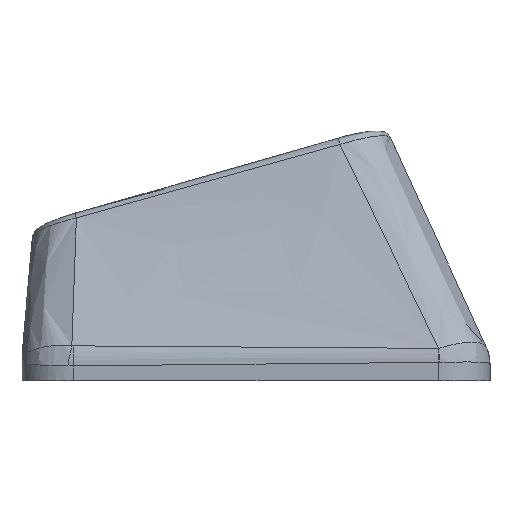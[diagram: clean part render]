
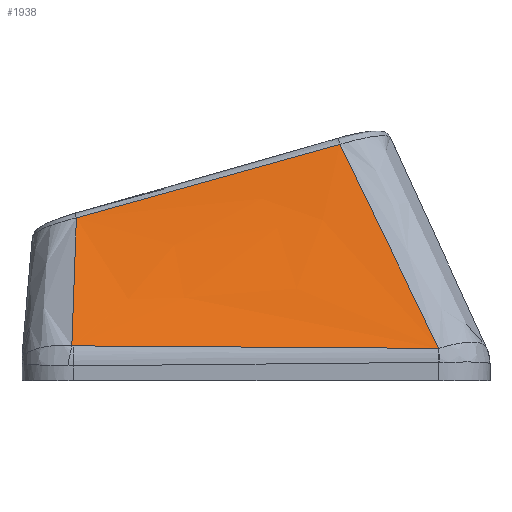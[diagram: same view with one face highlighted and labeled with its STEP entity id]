
A CAD part, left-side view. The second image highlights one B-rep face of the part: STEP entity #1938.
In plain terms, the highlighted free-form (B-spline) face has degree [3, 3] with [4, 4] control points.
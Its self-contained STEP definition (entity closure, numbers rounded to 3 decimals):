
#52=B_SPLINE_SURFACE_WITH_KNOTS('',3,3,((#4825,#4826,#4827,#4828),(#4829,
#4830,#4831,#4832),(#4833,#4834,#4835,#4836),(#4837,#4838,#4839,#4840)),
 .UNSPECIFIED.,.F.,.F.,.F.,(4,4),(4,4),(0.104,0.893),
(0.034,0.97),.UNSPECIFIED.);
#352=FACE_OUTER_BOUND('',#451,.T.);
#451=EDGE_LOOP('',(#1637,#1638,#1639,#1640,#1641,#1642));
#619=B_SPLINE_CURVE_WITH_KNOTS('',3,(#4345,#4346,#4347,#4348),
 .UNSPECIFIED.,.F.,.F.,(4,4),(0.,0.001),.UNSPECIFIED.);
#621=B_SPLINE_CURVE_WITH_KNOTS('',3,(#4372,#4373,#4374,#4375),
 .UNSPECIFIED.,.F.,.F.,(4,4),(0.,1.416),.UNSPECIFIED.);
#623=B_SPLINE_CURVE_WITH_KNOTS('',3,(#4399,#4400,#4401,#4402),
 .UNSPECIFIED.,.F.,.F.,(4,4),(0.,0.006),
 .UNSPECIFIED.);
#645=B_SPLINE_CURVE_WITH_KNOTS('',3,(#4815,#4816,#4817,#4818),
 .UNSPECIFIED.,.F.,.F.,(4,4),(-0.609,-0.027),
 .UNSPECIFIED.);
#647=B_SPLINE_CURVE_WITH_KNOTS('',3,(#4842,#4843,#4844,#4845),
 .UNSPECIFIED.,.F.,.F.,(4,4),(0.033,0.964),
 .UNSPECIFIED.);
#648=B_SPLINE_CURVE_WITH_KNOTS('',3,(#4846,#4847,#4848,#4849),
 .UNSPECIFIED.,.F.,.F.,(4,4),(-1.062,0.),.UNSPECIFIED.);
#859=VERTEX_POINT('',#4304);
#863=VERTEX_POINT('',#4338);
#865=VERTEX_POINT('',#4365);
#867=VERTEX_POINT('',#4392);
#894=VERTEX_POINT('',#4814);
#895=VERTEX_POINT('',#4841);
#1136=EDGE_CURVE('',#859,#863,#619,.T.);
#1139=EDGE_CURVE('',#863,#865,#621,.T.);
#1142=EDGE_CURVE('',#865,#867,#623,.T.);
#1183=EDGE_CURVE('',#867,#894,#645,.T.);
#1185=EDGE_CURVE('',#895,#859,#647,.T.);
#1186=EDGE_CURVE('',#894,#895,#648,.T.);
#1637=ORIENTED_EDGE('',*,*,#1142,.F.);
#1638=ORIENTED_EDGE('',*,*,#1139,.F.);
#1639=ORIENTED_EDGE('',*,*,#1136,.F.);
#1640=ORIENTED_EDGE('',*,*,#1185,.F.);
#1641=ORIENTED_EDGE('',*,*,#1186,.F.);
#1642=ORIENTED_EDGE('',*,*,#1183,.F.);
#1938=ADVANCED_FACE('',(#352),#52,.T.);
#4304=CARTESIAN_POINT('',(-13.741,-7.087,0.261));
#4338=CARTESIAN_POINT('',(-13.742,-7.077,0.261));
#4345=CARTESIAN_POINT('Ctrl Pts',(-13.741,-7.087,0.261));
#4346=CARTESIAN_POINT('Ctrl Pts',(-13.742,-7.084,0.261));
#4347=CARTESIAN_POINT('Ctrl Pts',(-13.742,-7.08,0.261));
#4348=CARTESIAN_POINT('Ctrl Pts',(-13.742,-7.077,0.261));
#4365=CARTESIAN_POINT('',(-13.626,7.092,0.358));
#4372=CARTESIAN_POINT('Ctrl Pts',(-13.742,-7.077,0.261));
#4373=CARTESIAN_POINT('Ctrl Pts',(-13.72,-2.355,0.286));
#4374=CARTESIAN_POINT('Ctrl Pts',(-13.692,2.367,0.317));
#4375=CARTESIAN_POINT('Ctrl Pts',(-13.626,7.092,0.358));
#4392=CARTESIAN_POINT('',(-13.622,7.147,0.364));
#4399=CARTESIAN_POINT('Ctrl Pts',(-13.626,7.092,0.358));
#4400=CARTESIAN_POINT('Ctrl Pts',(-13.626,7.11,0.358));
#4401=CARTESIAN_POINT('Ctrl Pts',(-13.625,7.129,0.36));
#4402=CARTESIAN_POINT('Ctrl Pts',(-13.622,7.147,0.364));
#4814=CARTESIAN_POINT('',(-10.648,6.971,5.324));
#4815=CARTESIAN_POINT('Ctrl Pts',(-13.622,7.147,0.364));
#4816=CARTESIAN_POINT('Ctrl Pts',(-12.622,7.071,2.013));
#4817=CARTESIAN_POINT('Ctrl Pts',(-11.631,7.009,3.667));
#4818=CARTESIAN_POINT('Ctrl Pts',(-10.648,6.971,5.324));
#4825=CARTESIAN_POINT('Ctrl Pts',(-10.621,-3.678,8.287));
#4826=CARTESIAN_POINT('Ctrl Pts',(-11.661,-4.815,5.612));
#4827=CARTESIAN_POINT('Ctrl Pts',(-12.701,-5.951,2.936));
#4828=CARTESIAN_POINT('Ctrl Pts',(-13.742,-7.087,0.261));
#4829=CARTESIAN_POINT('Ctrl Pts',(-10.621,-0.057,
7.295));
#4830=CARTESIAN_POINT('Ctrl Pts',(-11.661,-0.819,
4.94));
#4831=CARTESIAN_POINT('Ctrl Pts',(-12.701,-1.581,2.585));
#4832=CARTESIAN_POINT('Ctrl Pts',(-13.742,-2.343,0.23));
#4833=CARTESIAN_POINT('Ctrl Pts',(-10.621,3.563,6.303));
#4834=CARTESIAN_POINT('Ctrl Pts',(-11.661,3.176,4.268));
#4835=CARTESIAN_POINT('Ctrl Pts',(-12.701,2.789,2.233));
#4836=CARTESIAN_POINT('Ctrl Pts',(-13.742,2.401,0.198));
#4837=CARTESIAN_POINT('Ctrl Pts',(-10.621,7.184,5.311));
#4838=CARTESIAN_POINT('Ctrl Pts',(-11.661,7.171,3.596));
#4839=CARTESIAN_POINT('Ctrl Pts',(-12.701,7.158,1.882));
#4840=CARTESIAN_POINT('Ctrl Pts',(-13.742,7.145,0.167));
#4841=CARTESIAN_POINT('',(-10.621,-3.258,8.172));
#4842=CARTESIAN_POINT('Ctrl Pts',(-10.621,-3.258,8.172));
#4843=CARTESIAN_POINT('Ctrl Pts',(-11.677,-4.546,5.544));
#4844=CARTESIAN_POINT('Ctrl Pts',(-12.713,-5.82,2.905));
#4845=CARTESIAN_POINT('Ctrl Pts',(-13.741,-7.087,0.261));
#4846=CARTESIAN_POINT('Ctrl Pts',(-10.648,6.971,5.324));
#4847=CARTESIAN_POINT('Ctrl Pts',(-10.64,3.558,6.262));
#4848=CARTESIAN_POINT('Ctrl Pts',(-10.63,0.149,7.215));
#4849=CARTESIAN_POINT('Ctrl Pts',(-10.621,-3.258,8.172));
